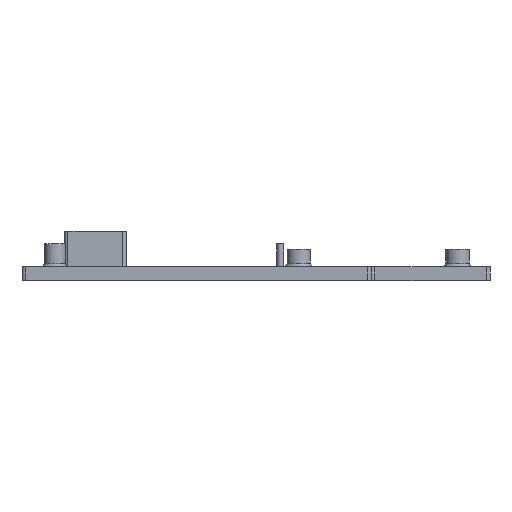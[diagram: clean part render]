
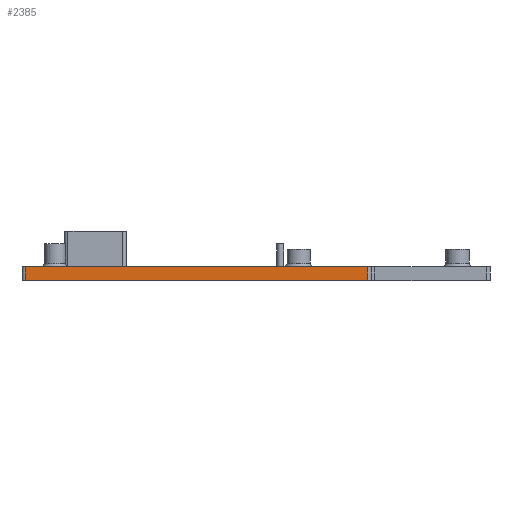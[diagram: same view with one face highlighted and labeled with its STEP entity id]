
A CAD part, left-side view. The second image highlights one B-rep face of the part: STEP entity #2385.
In plain terms, the highlighted planar face has unit normal (-1, 0, 0).
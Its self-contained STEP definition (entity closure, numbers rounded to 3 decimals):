
#107=PLANE('',#2641);
#219=FACE_OUTER_BOUND('',#383,.T.);
#383=EDGE_LOOP('',(#2101,#2102,#2103,#2104));
#559=LINE('',#3885,#757);
#575=LINE('',#3947,#773);
#603=LINE('',#4049,#801);
#607=LINE('',#4056,#805);
#757=VECTOR('',#3125,10.);
#773=VECTOR('',#3191,10.);
#801=VECTOR('',#3299,10.);
#805=VECTOR('',#3309,10.);
#1108=VERTEX_POINT('',#3882);
#1109=VERTEX_POINT('',#3884);
#1129=VERTEX_POINT('',#3944);
#1130=VERTEX_POINT('',#3946);
#1401=EDGE_CURVE('',#1108,#1109,#559,.T.);
#1432=EDGE_CURVE('',#1129,#1130,#575,.T.);
#1483=EDGE_CURVE('',#1109,#1129,#603,.T.);
#1487=EDGE_CURVE('',#1130,#1108,#607,.T.);
#2101=ORIENTED_EDGE('',*,*,#1483,.F.);
#2102=ORIENTED_EDGE('',*,*,#1401,.F.);
#2103=ORIENTED_EDGE('',*,*,#1487,.F.);
#2104=ORIENTED_EDGE('',*,*,#1432,.F.);
#2385=ADVANCED_FACE('',(#219),#107,.T.);
#2641=AXIS2_PLACEMENT_3D('',#4057,#3310,#3311);
#3125=DIRECTION('',(0.,1.,0.));
#3191=DIRECTION('',(0.,-1.,0.));
#3299=DIRECTION('',(0.,0.,1.));
#3309=DIRECTION('',(0.,0.,-1.));
#3310=DIRECTION('center_axis',(-1.,0.,0.));
#3311=DIRECTION('ref_axis',(0.,1.,0.));
#3882=CARTESIAN_POINT('',(-87.,3.,-9.));
#3884=CARTESIAN_POINT('',(-87.,101.,-9.));
#3885=CARTESIAN_POINT('',(-87.,102.,-9.));
#3944=CARTESIAN_POINT('',(-87.,101.,-5.));
#3946=CARTESIAN_POINT('',(-87.,3.,-5.));
#3947=CARTESIAN_POINT('',(-87.,102.,-5.));
#4049=CARTESIAN_POINT('',(-87.,101.,-5.));
#4056=CARTESIAN_POINT('',(-87.,3.,-5.));
#4057=CARTESIAN_POINT('Origin',(-87.,2.,-5.));
